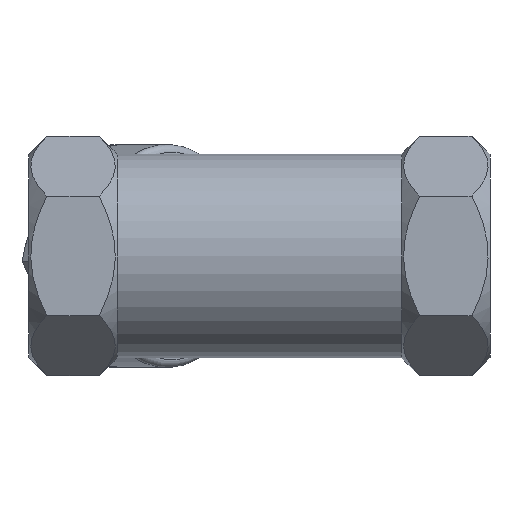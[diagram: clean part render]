
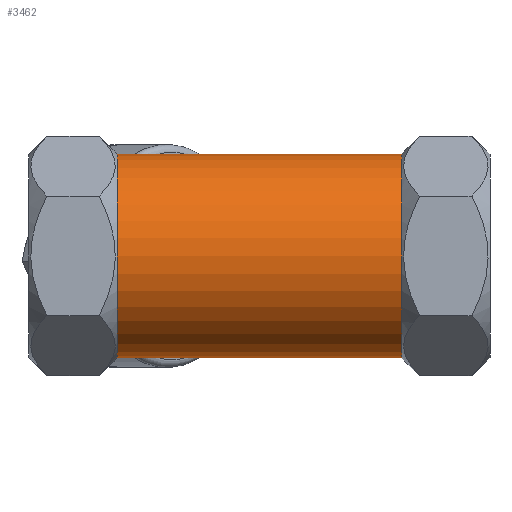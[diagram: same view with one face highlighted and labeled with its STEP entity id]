
A CAD part, front view. The second image highlights one B-rep face of the part: STEP entity #3462.
In plain terms, the highlighted cylindrical face has radius 13.25 mm (diameter 26.5 mm), a partial arc.
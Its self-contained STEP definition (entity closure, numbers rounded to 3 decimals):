
#4 = ORIENTED_EDGE ( 'NONE', *, *, #3475, .F. ) ;
#6 = EDGE_CURVE ( 'NONE', #3456, #3469, #979, .T. ) ;
#8 = EDGE_CURVE ( 'NONE', #156, #164, #975, .T. ) ;
#9 = ORIENTED_EDGE ( 'NONE', *, *, #6, .T. ) ;
#10 = ORIENTED_EDGE ( 'NONE', *, *, #3464, .T. ) ;
#11 = ORIENTED_EDGE ( 'NONE', *, *, #8, .T. ) ;
#156 = VERTEX_POINT ( 'NONE', #1246 ) ;
#164 = VERTEX_POINT ( 'NONE', #1281 ) ;
#971 = DIRECTION ( 'NONE',  ( 0., 0., 1. ) ) ;
#972 = DIRECTION ( 'NONE',  ( -1., 0., 0. ) ) ;
#973 = CARTESIAN_POINT ( 'NONE',  ( 7.74, 0., 0. ) ) ;
#974 = AXIS2_PLACEMENT_3D ( 'NONE', #973, #972, #971 ) ;
#975 = CIRCLE ( 'NONE', #974, 13.25 ) ;
#976 = DIRECTION ( 'NONE',  ( 1., 0., 0. ) ) ;
#977 = VECTOR ( 'NONE', #976, 1000. ) ;
#978 = CARTESIAN_POINT ( 'NONE',  ( -29.26, 0., -13.25 ) ) ;
#979 = LINE ( 'NONE', #978, #977 ) ;
#1246 = CARTESIAN_POINT ( 'NONE',  ( 7.74, 0., -13.25 ) ) ;
#1281 = CARTESIAN_POINT ( 'NONE',  ( 7.74, 0., 13.25 ) ) ;
#3190 = CARTESIAN_POINT ( 'NONE',  ( -29.26, 0., -13.25 ) ) ;
#3213 = CARTESIAN_POINT ( 'NONE',  ( 0., 0., 13.25 ) ) ;
#3214 = CARTESIAN_POINT ( 'NONE',  ( 0., 0., -13.25 ) ) ;
#3215 = CARTESIAN_POINT ( 'NONE',  ( -29.26, 0., 13.25 ) ) ;
#3217 = DIRECTION ( 'NONE',  ( 1., 0., 0. ) ) ;
#3218 = VECTOR ( 'NONE', #3217, 1000. ) ;
#3219 = CARTESIAN_POINT ( 'NONE',  ( -29.26, 0., -13.25 ) ) ;
#3220 = DIRECTION ( 'NONE',  ( 0., 0., -1. ) ) ;
#3221 = DIRECTION ( 'NONE',  ( 1., 0., 0. ) ) ;
#3222 = CARTESIAN_POINT ( 'NONE',  ( -29.26, 0., 0. ) ) ;
#3223 = AXIS2_PLACEMENT_3D ( 'NONE', #3222, #3221, #3220 ) ;
#3224 = LINE ( 'NONE', #3219, #3218 ) ;
#3225 = CYLINDRICAL_SURFACE ( 'NONE', #3223, 13.25 ) ;
#3226 = FACE_OUTER_BOUND ( 'NONE', #3461, .T. ) ;
#3227 = DIRECTION ( 'NONE',  ( 0., 0., -1. ) ) ;
#3228 = DIRECTION ( 'NONE',  ( 1., 0., 0. ) ) ;
#3229 = CARTESIAN_POINT ( 'NONE',  ( -29.26, 0., 0. ) ) ;
#3230 = AXIS2_PLACEMENT_3D ( 'NONE', #3229, #3228, #3227 ) ;
#3231 = CIRCLE ( 'NONE', #3230, 13.25 ) ;
#3250 = DIRECTION ( 'NONE',  ( 1., 0., 0. ) ) ;
#3251 = VECTOR ( 'NONE', #3250, 1000. ) ;
#3252 = CARTESIAN_POINT ( 'NONE',  ( -29.26, 0., 13.25 ) ) ;
#3253 = LINE ( 'NONE', #3252, #3251 ) ;
#3254 = DIRECTION ( 'NONE',  ( 1., 0., 0. ) ) ;
#3255 = VECTOR ( 'NONE', #3254, 1000. ) ;
#3256 = CARTESIAN_POINT ( 'NONE',  ( -29.26, 0., 13.25 ) ) ;
#3257 = LINE ( 'NONE', #3256, #3255 ) ;
#3456 = VERTEX_POINT ( 'NONE', #3190 ) ;
#3458 = EDGE_CURVE ( 'NONE', #3466, #3456, #3231, .T. ) ;
#3459 = ORIENTED_EDGE ( 'NONE', *, *, #3477, .F. ) ;
#3460 = ORIENTED_EDGE ( 'NONE', *, *, #3458, .T. ) ;
#3461 = EDGE_LOOP ( 'NONE', ( #3459, #3460, #9, #10, #11, #4 ) ) ;
#3462 = ADVANCED_FACE ( 'NONE', ( #3226 ), #3225, .T. ) ;
#3464 = EDGE_CURVE ( 'NONE', #3469, #156, #3224, .T. ) ;
#3466 = VERTEX_POINT ( 'NONE', #3215 ) ;
#3469 = VERTEX_POINT ( 'NONE', #3214 ) ;
#3470 = VERTEX_POINT ( 'NONE', #3213 ) ;
#3475 = EDGE_CURVE ( 'NONE', #3470, #164, #3257, .T. ) ;
#3477 = EDGE_CURVE ( 'NONE', #3466, #3470, #3253, .T. ) ;
